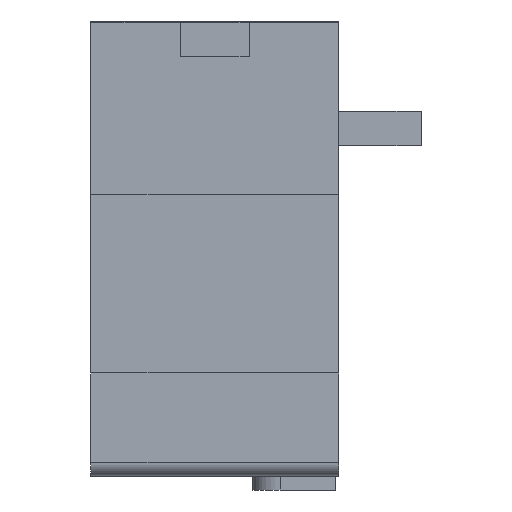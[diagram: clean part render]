
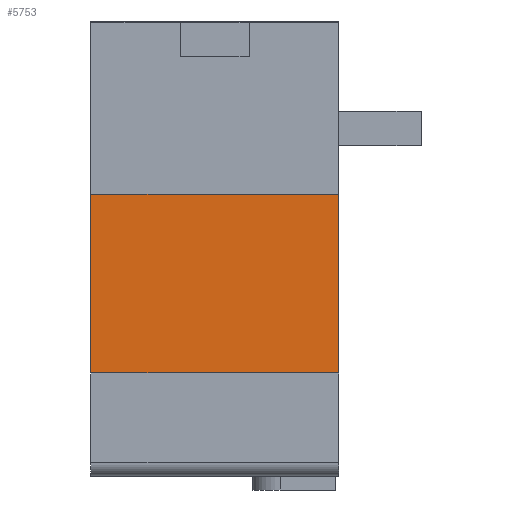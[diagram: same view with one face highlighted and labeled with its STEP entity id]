
A CAD part, front view. The second image highlights one B-rep face of the part: STEP entity #5753.
In plain terms, the highlighted planar face has unit normal (0, -1, 0).
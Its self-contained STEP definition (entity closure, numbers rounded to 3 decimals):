
#310 = CARTESIAN_POINT ( 'NONE',  ( 18., -17.504, -48. ) ) ;
#658 = CARTESIAN_POINT ( 'NONE',  ( 18., -17.504, -48. ) ) ;
#838 = CARTESIAN_POINT ( 'NONE',  ( -18., -17.504, -22. ) ) ;
#1007 = DIRECTION ( 'NONE',  ( 0., 1., 0. ) ) ;
#1400 = AXIS2_PLACEMENT_3D ( 'NONE', #2492, #1007, #6598 ) ;
#1494 = VECTOR ( 'NONE', #5988, 1000. ) ;
#1992 = ORIENTED_EDGE ( 'NONE', *, *, #6590, .F. ) ;
#2051 = VECTOR ( 'NONE', #2916, 1000. ) ;
#2329 = CARTESIAN_POINT ( 'NONE',  ( 18., -17.504, -22. ) ) ;
#2492 = CARTESIAN_POINT ( 'NONE',  ( 18., -17.504, -22. ) ) ;
#2617 = CARTESIAN_POINT ( 'NONE',  ( 18., -17.504, -22. ) ) ;
#2796 = LINE ( 'NONE', #5494, #1494 ) ;
#2916 = DIRECTION ( 'NONE',  ( -1., 0., 0. ) ) ;
#3062 = LINE ( 'NONE', #2617, #2051 ) ;
#3268 = EDGE_CURVE ( 'NONE', #4998, #5778, #5411, .T. ) ;
#3285 = LINE ( 'NONE', #310, #3449 ) ;
#3445 = DIRECTION ( 'NONE',  ( 0., 0., -1. ) ) ;
#3449 = VECTOR ( 'NONE', #3839, 1000. ) ;
#3839 = DIRECTION ( 'NONE',  ( -1., 0., 0. ) ) ;
#3975 = CARTESIAN_POINT ( 'NONE',  ( -18., -17.504, -48. ) ) ;
#3999 = VECTOR ( 'NONE', #3445, 1000. ) ;
#4001 = PLANE ( 'NONE',  #1400 ) ;
#4251 = FACE_OUTER_BOUND ( 'NONE', #5375, .T. ) ;
#4590 = ORIENTED_EDGE ( 'NONE', *, *, #3268, .T. ) ;
#4998 = VERTEX_POINT ( 'NONE', #838 ) ;
#5198 = ORIENTED_EDGE ( 'NONE', *, *, #6189, .F. ) ;
#5338 = VERTEX_POINT ( 'NONE', #658 ) ;
#5375 = EDGE_LOOP ( 'NONE', ( #4590, #5198, #1992, #6062 ) ) ;
#5411 = LINE ( 'NONE', #5969, #3999 ) ;
#5494 = CARTESIAN_POINT ( 'NONE',  ( 18., -17.504, -22. ) ) ;
#5683 = VERTEX_POINT ( 'NONE', #2329 ) ;
#5753 = ADVANCED_FACE ( 'NONE', ( #4251 ), #4001, .F. ) ;
#5778 = VERTEX_POINT ( 'NONE', #3975 ) ;
#5799 = EDGE_CURVE ( 'NONE', #5683, #4998, #3062, .T. ) ;
#5969 = CARTESIAN_POINT ( 'NONE',  ( -18., -17.504, -22. ) ) ;
#5988 = DIRECTION ( 'NONE',  ( 0., 0., -1. ) ) ;
#6062 = ORIENTED_EDGE ( 'NONE', *, *, #5799, .T. ) ;
#6189 = EDGE_CURVE ( 'NONE', #5338, #5778, #3285, .T. ) ;
#6590 = EDGE_CURVE ( 'NONE', #5683, #5338, #2796, .T. ) ;
#6598 = DIRECTION ( 'NONE',  ( 0., 0., 1. ) ) ;
